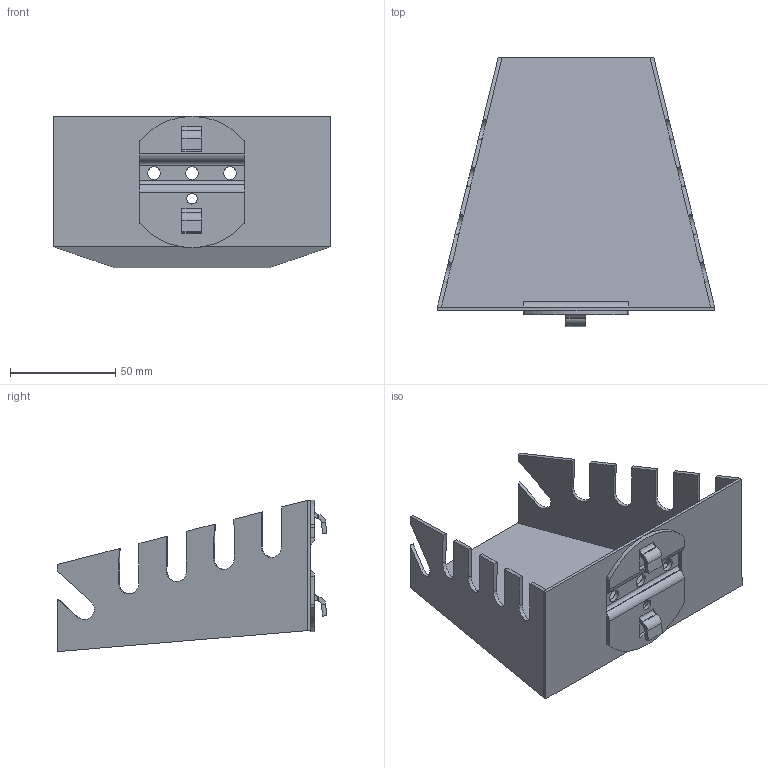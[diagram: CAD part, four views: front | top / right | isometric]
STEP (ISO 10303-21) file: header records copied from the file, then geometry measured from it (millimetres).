
FILE_DESCRIPTION((''),'2;1');
FILE_NAME('86511.stp','2020-12-17T15:19:50',('arma03'),(''),'Autodesk Inventor 2013','Autodesk Inventor 2013','');
FILE_SCHEMA(('AUTOMOTIVE_DESIGN { 1 0 10303 214 1 1 1 1 }'));
Length unit declared in the file: millimetre
Products named in the file (1): 86511
Bounding box: 132.07 x 128.24 x 72.01 mm (x, y, z)
Volume: 51818.7 mm3; surface area: 64504.6 mm2
Topology: 1 solids, 1 shells, 177 faces, 445 edges, 265 vertices
Faces by surface type: plane 140, cylinder 37
Full cylindrical faces by diameter (mm): 5 x1, 6 x3
Entity records: 5177 total; most frequent: DIRECTION 885, CARTESIAN_POINT 882, ORIENTED_EDGE 880, EDGE_CURVE 440, VECTOR 351, LINE 351, AXIS2_PLACEMENT_3D 267, VERTEX_POINT 264
